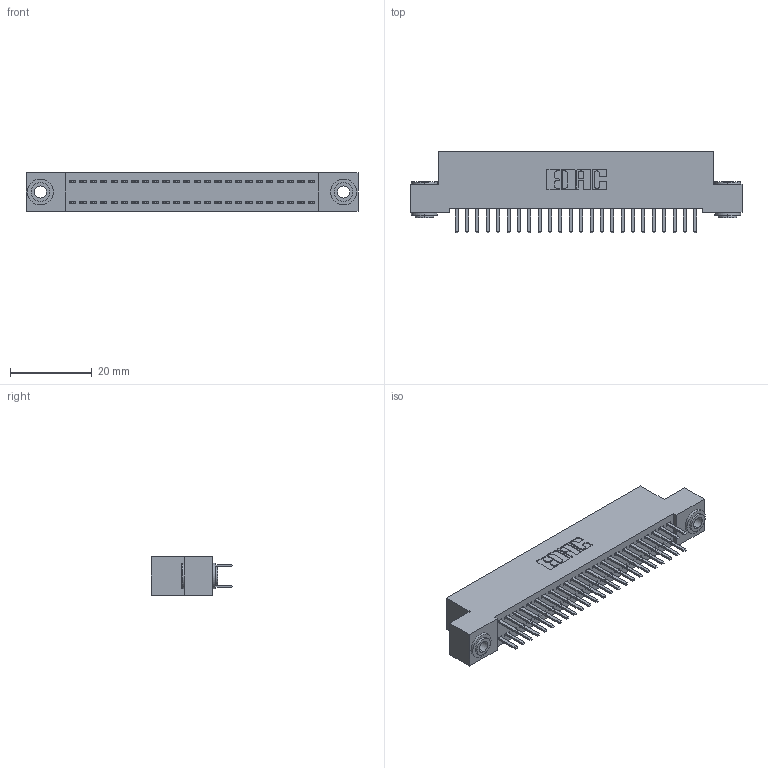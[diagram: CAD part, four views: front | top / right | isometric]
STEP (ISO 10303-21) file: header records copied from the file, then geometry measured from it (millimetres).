
FILE_DESCRIPTION (( 'STEP AP203' ), '1' );
FILE_NAME ('342-048-520-203.STEP', '2018-08-12T17:32:36', ( '' ), ( '' ), 'SwSTEP 2.0', 'SolidWorks 2016', '' );
FILE_SCHEMA (( 'CONFIG_CONTROL_DESIGN' ));
Length unit declared in the file: inch
Products named in the file (4): 342 Part_.156 TH; 345-292-001_345-293-120; 342-250-002_345-250-002-102; 342-048-520-203
Assembly tree (51 placements, depth 2):
  342-048-520-203
    342 Part_.156 TH
    345-292-001_345-293-120  x48
    342-250-002_345-250-002-102  x2
Bounding box: 81.28 x 20.02 x 9.4 mm (x, y, z)
Volume: 7219.5 mm3; surface area: 11472.3 mm2
Topology: 51 solids, 51 shells, 2836 faces, 8199 edges, 5334 vertices
Faces by surface type: plane 1900, cylinder 928, cone 8
Entity records: 18400 total; most frequent: CARTESIAN_POINT 3057, ORIENTED_EDGE 2974, DIRECTION 2665, EDGE_CURVE 1487, VECTOR 1331, LINE 1331, VERTEX_POINT 986, AXIS2_PLACEMENT_3D 667
